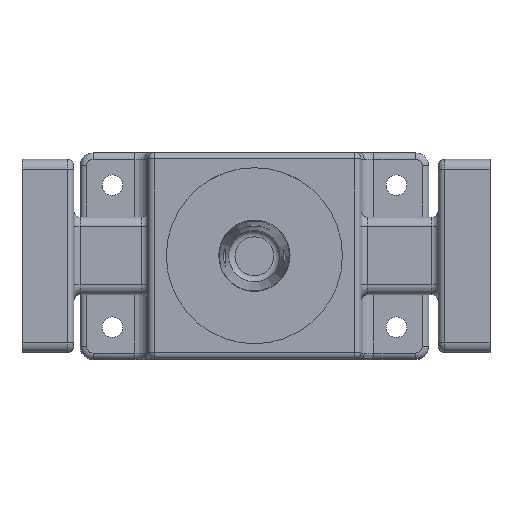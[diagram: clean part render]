
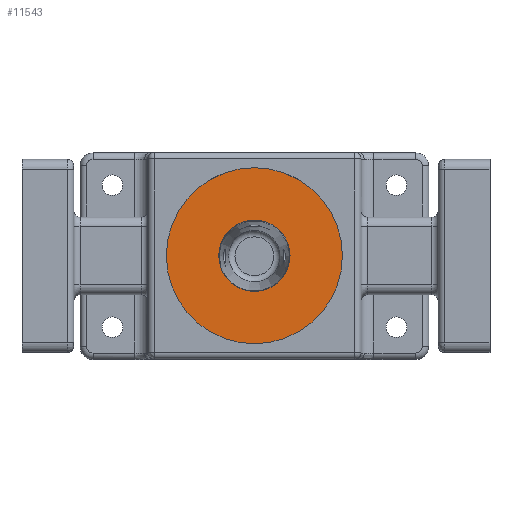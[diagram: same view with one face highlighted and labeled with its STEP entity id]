
A CAD part, top view. The second image highlights one B-rep face of the part: STEP entity #11543.
In plain terms, the highlighted planar face has unit normal (0, 0, 1).
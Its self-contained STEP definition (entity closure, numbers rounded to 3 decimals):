
#3674 = CYLINDRICAL_SURFACE('',#3675,13.637);
#3675 = AXIS2_PLACEMENT_3D('',#3676,#3677,#3678);
#3676 = CARTESIAN_POINT('',(0.,0.,48.5));
#3677 = DIRECTION('',(0.,0.,1.));
#3678 = DIRECTION('',(1.,0.,0.));
#6832 = VERTEX_POINT('',#6833);
#6833 = CARTESIAN_POINT('',(13.637,0.,46.));
#6854 = EDGE_CURVE('',#6832,#6832,#6855,.T.);
#6855 = SURFACE_CURVE('',#6856,(#6861,#6868),.PCURVE_S1.);
#6856 = CIRCLE('',#6857,13.637);
#6857 = AXIS2_PLACEMENT_3D('',#6858,#6859,#6860);
#6858 = CARTESIAN_POINT('',(0.,0.,46.));
#6859 = DIRECTION('',(0.,0.,1.));
#6860 = DIRECTION('',(1.,0.,0.));
#6861 = PCURVE('',#3674,#6862);
#6862 = DEFINITIONAL_REPRESENTATION('',(#6863),#6867);
#6863 = LINE('',#6864,#6865);
#6864 = CARTESIAN_POINT('',(0.,-2.5));
#6865 = VECTOR('',#6866,1.);
#6866 = DIRECTION('',(1.,0.));
#6867 = ( GEOMETRIC_REPRESENTATION_CONTEXT(2) 
PARAMETRIC_REPRESENTATION_CONTEXT() REPRESENTATION_CONTEXT('2D SPACE',''
  ) );
#6868 = PCURVE('',#6869,#6874);
#6869 = PLANE('',#6870);
#6870 = AXIS2_PLACEMENT_3D('',#6871,#6872,#6873);
#6871 = CARTESIAN_POINT('',(0.,0.,46.));
#6872 = DIRECTION('',(0.,0.,1.));
#6873 = DIRECTION('',(0.,1.,0.));
#6874 = DEFINITIONAL_REPRESENTATION('',(#6875),#6879);
#6875 = CIRCLE('',#6876,13.637);
#6876 = AXIS2_PLACEMENT_2D('',#6877,#6878);
#6877 = CARTESIAN_POINT('',(0.,0.));
#6878 = DIRECTION('',(0.,-1.));
#6879 = ( GEOMETRIC_REPRESENTATION_CONTEXT(2) 
PARAMETRIC_REPRESENTATION_CONTEXT() REPRESENTATION_CONTEXT('2D SPACE',''
  ) );
#11543 = ADVANCED_FACE('',(#11544,#11547),#6869,.T.);
#11544 = FACE_BOUND('',#11545,.T.);
#11545 = EDGE_LOOP('',(#11546));
#11546 = ORIENTED_EDGE('',*,*,#6854,.T.);
#11547 = FACE_BOUND('',#11548,.T.);
#11548 = EDGE_LOOP('',(#11549));
#11549 = ORIENTED_EDGE('',*,*,#11550,.T.);
#11550 = EDGE_CURVE('',#11551,#11551,#11553,.T.);
#11551 = VERTEX_POINT('',#11552);
#11552 = CARTESIAN_POINT('',(5.522,0.,46.));
#11553 = SURFACE_CURVE('',#11554,(#11559,#11570),.PCURVE_S1.);
#11554 = CIRCLE('',#11555,5.522);
#11555 = AXIS2_PLACEMENT_3D('',#11556,#11557,#11558);
#11556 = CARTESIAN_POINT('',(0.,0.,46.));
#11557 = DIRECTION('',(0.,0.,-1.));
#11558 = DIRECTION('',(1.,0.,0.));
#11559 = PCURVE('',#6869,#11560);
#11560 = DEFINITIONAL_REPRESENTATION('',(#11561),#11569);
#11561 = ( BOUNDED_CURVE() B_SPLINE_CURVE(2,(#11562,#11563,#11564,#11565
    ,#11566,#11567,#11568),.UNSPECIFIED.,.T.,.F.) 
B_SPLINE_CURVE_WITH_KNOTS((1,2,2,2,2,1),(-2.094,0.,
    2.094,4.189,6.283,8.378),
.UNSPECIFIED.) CURVE() GEOMETRIC_REPRESENTATION_ITEM() 
RATIONAL_B_SPLINE_CURVE((1.,0.5,1.,0.5,1.,0.5,1.)) REPRESENTATION_ITEM(
  '') );
#11562 = CARTESIAN_POINT('',(0.,-5.522));
#11563 = CARTESIAN_POINT('',(-9.564,-5.522));
#11564 = CARTESIAN_POINT('',(-4.782,2.761));
#11565 = CARTESIAN_POINT('',(0.,11.044));
#11566 = CARTESIAN_POINT('',(4.782,2.761));
#11567 = CARTESIAN_POINT('',(9.564,-5.522));
#11568 = CARTESIAN_POINT('',(0.,-5.522));
#11569 = ( GEOMETRIC_REPRESENTATION_CONTEXT(2) 
PARAMETRIC_REPRESENTATION_CONTEXT() REPRESENTATION_CONTEXT('2D SPACE',''
  ) );
#11570 = PCURVE('',#11571,#11576);
#11571 = CONICAL_SURFACE('',#11572,5.53,0.003);
#11572 = AXIS2_PLACEMENT_3D('',#11573,#11574,#11575);
#11573 = CARTESIAN_POINT('',(0.,0.,49.));
#11574 = DIRECTION('',(0.,0.,1.));
#11575 = DIRECTION('',(1.,0.,0.));
#11576 = DEFINITIONAL_REPRESENTATION('',(#11577),#11581);
#11577 = LINE('',#11578,#11579);
#11578 = CARTESIAN_POINT('',(6.283,-3.));
#11579 = VECTOR('',#11580,1.);
#11580 = DIRECTION('',(-1.,-0.));
#11581 = ( GEOMETRIC_REPRESENTATION_CONTEXT(2) 
PARAMETRIC_REPRESENTATION_CONTEXT() REPRESENTATION_CONTEXT('2D SPACE',''
  ) );
